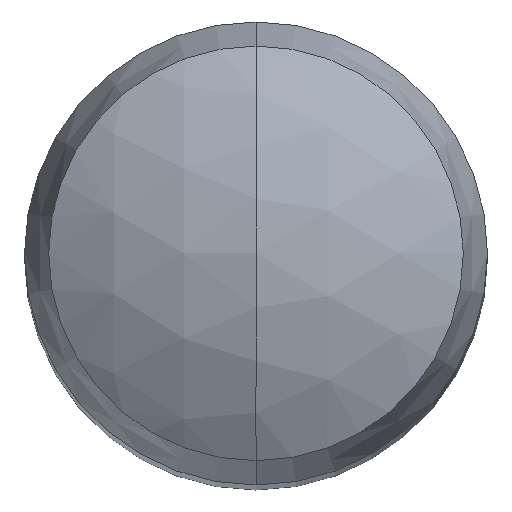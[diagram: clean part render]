
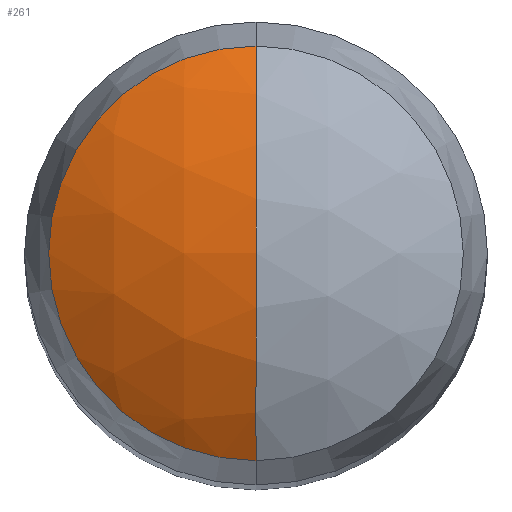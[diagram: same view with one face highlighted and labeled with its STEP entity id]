
A CAD part, top view. The second image highlights one B-rep face of the part: STEP entity #261.
In plain terms, the highlighted spherical face has radius 2.508 mm.
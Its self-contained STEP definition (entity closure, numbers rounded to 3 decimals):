
#14 = DIRECTION ( 'NONE',  ( 0., -1., 0. ) ) ;
#16 = SPHERICAL_SURFACE ( 'NONE', #193, 2.508 ) ;
#18 = EDGE_CURVE ( 'NONE', #276, #264, #165, .T. ) ;
#35 = CARTESIAN_POINT ( 'NONE',  ( 0., 0., 7.492 ) ) ;
#40 = AXIS2_PLACEMENT_3D ( 'NONE', #119, #137, #175 ) ;
#41 = CIRCLE ( 'NONE', #40, 2.508 ) ;
#53 = ORIENTED_EDGE ( 'NONE', *, *, #262, .T. ) ;
#57 = DIRECTION ( 'NONE',  ( 0., 0., 1. ) ) ;
#79 = DIRECTION ( 'NONE',  ( -1., 0., 0. ) ) ;
#81 = CARTESIAN_POINT ( 'NONE',  ( 0., 0., 9.61 ) ) ;
#93 = ORIENTED_EDGE ( 'NONE', *, *, #124, .F. ) ;
#103 = VERTEX_POINT ( 'NONE', #196 ) ;
#119 = CARTESIAN_POINT ( 'NONE',  ( 0., 0., 7.492 ) ) ;
#124 = EDGE_CURVE ( 'NONE', #103, #264, #41, .T. ) ;
#137 = DIRECTION ( 'NONE',  ( 1., 0., 0. ) ) ;
#142 = DIRECTION ( 'NONE',  ( 0., -1., 0. ) ) ;
#145 = DIRECTION ( 'NONE',  ( -1., 0., 0. ) ) ;
#159 = EDGE_LOOP ( 'NONE', ( #53, #208, #93 ) ) ;
#165 = CIRCLE ( 'NONE', #173, 2.508 ) ;
#173 = AXIS2_PLACEMENT_3D ( 'NONE', #187, #145, #14 ) ;
#175 = DIRECTION ( 'NONE',  ( 0., 0., -1. ) ) ;
#176 = CARTESIAN_POINT ( 'NONE',  ( 0., -1.343, 9.61 ) ) ;
#179 = AXIS2_PLACEMENT_3D ( 'NONE', #81, #57, #142 ) ;
#187 = CARTESIAN_POINT ( 'NONE',  ( 0., 0., 7.492 ) ) ;
#188 = FACE_OUTER_BOUND ( 'NONE', #159, .T. ) ;
#193 = AXIS2_PLACEMENT_3D ( 'NONE', #35, #79, #241 ) ;
#196 = CARTESIAN_POINT ( 'NONE',  ( 0., 1.343, 9.61 ) ) ;
#198 = CARTESIAN_POINT ( 'NONE',  ( 0., 0., 10. ) ) ;
#208 = ORIENTED_EDGE ( 'NONE', *, *, #18, .T. ) ;
#241 = DIRECTION ( 'NONE',  ( 0., 1., 0. ) ) ;
#253 = CIRCLE ( 'NONE', #179, 1.343 ) ;
#261 = ADVANCED_FACE ( 'NONE', ( #188 ), #16, .T. ) ;
#262 = EDGE_CURVE ( 'NONE', #103, #276, #253, .T. ) ;
#264 = VERTEX_POINT ( 'NONE', #198 ) ;
#276 = VERTEX_POINT ( 'NONE', #176 ) ;
